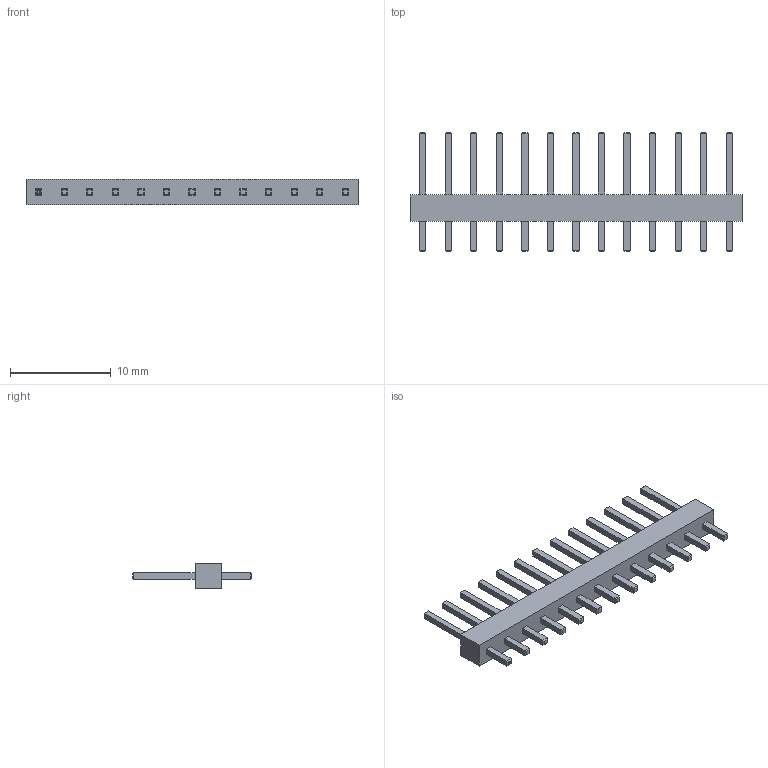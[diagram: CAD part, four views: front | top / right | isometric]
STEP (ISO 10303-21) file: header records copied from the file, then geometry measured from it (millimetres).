
FILE_DESCRIPTION(('STEP AP214'), '1');
FILE_NAME('Âèëêà ÑÍÏ346-1ÂÏ21-1', '2019-10-18T08:29:46', ('user'), (''), 'ASCON STEP Converter 1.3', 'ASCON Math Kernel', '');
FILE_SCHEMA(('AUTOMOTIVE_DESIGN { 1 0 10303 214 3 1 1}'));
Length unit declared in the file: millimetre
Bounding box: 33.02 x 11.8 x 2.54 mm (x, y, z)
Volume: 263.7 mm3; surface area: 645.1 mm2
Topology: 1 solids, 1 shells, 242 faces, 535 edges, 322 vertices
Faces by surface type: plane 241, cylinder 1
Full cylindrical faces by diameter (mm): 0.3 x1
Entity records: 8364 total; most frequent: CARTESIAN_POINT 1099, ORIENTED_EDGE 1068, DIRECTION 1022, EDGE_CURVE 534, LINE 532, VECTOR 532, VERTEX_POINT 322, EDGE_LOOP 270
